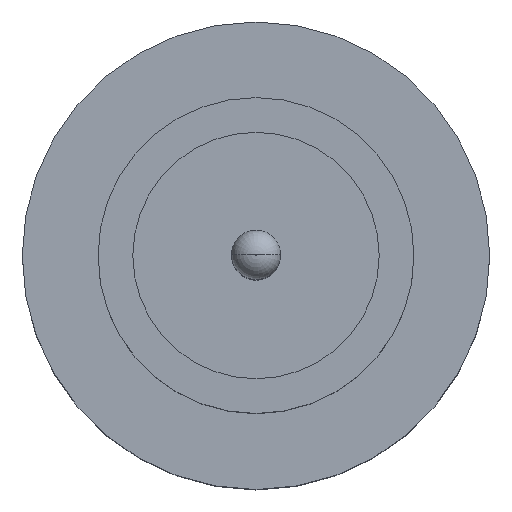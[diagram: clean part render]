
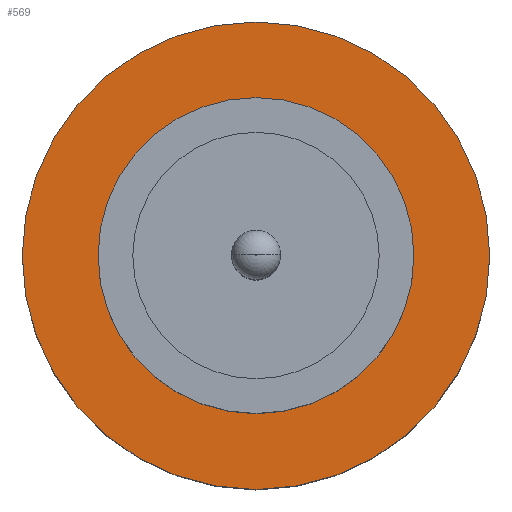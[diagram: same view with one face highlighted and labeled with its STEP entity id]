
A CAD part, top view. The second image highlights one B-rep face of the part: STEP entity #569.
In plain terms, the highlighted planar face has unit normal (0, 0, 1).
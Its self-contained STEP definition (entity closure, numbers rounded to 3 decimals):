
#48 = DIRECTION ( 'NONE',  ( 0., 0., 1. ) ) ;
#78 = DIRECTION ( 'NONE',  ( 0., 0., 1. ) ) ;
#83 = CARTESIAN_POINT ( 'NONE',  ( 0., 0., 1.55 ) ) ;
#138 = EDGE_CURVE ( 'NONE', #826, #887, #822, .T. ) ;
#145 = DIRECTION ( 'NONE',  ( 1., 0., 0. ) ) ;
#151 = VERTEX_POINT ( 'NONE', #440 ) ;
#152 = ORIENTED_EDGE ( 'NONE', *, *, #754, .F. ) ;
#157 = DIRECTION ( 'NONE',  ( 1., 0., 0. ) ) ;
#161 = DIRECTION ( 'NONE',  ( 0., 0., 1. ) ) ;
#163 = AXIS2_PLACEMENT_3D ( 'NONE', #604, #48, #532 ) ;
#186 = CARTESIAN_POINT ( 'NONE',  ( 0., 0., 1.55 ) ) ;
#202 = ORIENTED_EDGE ( 'NONE', *, *, #138, .T. ) ;
#216 = CARTESIAN_POINT ( 'NONE',  ( 0., 0., 1.55 ) ) ;
#277 = FACE_OUTER_BOUND ( 'NONE', #280, .T. ) ;
#280 = EDGE_LOOP ( 'NONE', ( #202, #873 ) ) ;
#344 = AXIS2_PLACEMENT_3D ( 'NONE', #216, #438, #850 ) ;
#368 = CIRCLE ( 'NONE', #383, 1.25 ) ;
#373 = EDGE_LOOP ( 'NONE', ( #152, #667 ) ) ;
#383 = AXIS2_PLACEMENT_3D ( 'NONE', #186, #808, #470 ) ;
#433 = FACE_BOUND ( 'NONE', #373, .T. ) ;
#435 = CARTESIAN_POINT ( 'NONE',  ( 0., 0., 1.55 ) ) ;
#438 = DIRECTION ( 'NONE',  ( 0., 0., 1. ) ) ;
#440 = CARTESIAN_POINT ( 'NONE',  ( 1.25, 0., 1.55 ) ) ;
#466 = CARTESIAN_POINT ( 'NONE',  ( -1.25, 0., 1.55 ) ) ;
#470 = DIRECTION ( 'NONE',  ( 1., 0., 0. ) ) ;
#514 = AXIS2_PLACEMENT_3D ( 'NONE', #435, #78, #145 ) ;
#532 = DIRECTION ( 'NONE',  ( 1., 0., 0. ) ) ;
#569 = ADVANCED_FACE ( 'NONE', ( #433, #277 ), #840, .T. ) ;
#591 = EDGE_CURVE ( 'NONE', #869, #151, #674, .T. ) ;
#604 = CARTESIAN_POINT ( 'NONE',  ( 0., 0., 1.55 ) ) ;
#667 = ORIENTED_EDGE ( 'NONE', *, *, #591, .F. ) ;
#674 = CIRCLE ( 'NONE', #514, 1.25 ) ;
#713 = AXIS2_PLACEMENT_3D ( 'NONE', #83, #161, #157 ) ;
#745 = EDGE_CURVE ( 'NONE', #887, #826, #800, .T. ) ;
#754 = EDGE_CURVE ( 'NONE', #151, #869, #368, .T. ) ;
#783 = CARTESIAN_POINT ( 'NONE',  ( -1.85, 0., 1.55 ) ) ;
#800 = CIRCLE ( 'NONE', #163, 1.85 ) ;
#805 = CARTESIAN_POINT ( 'NONE',  ( 1.85, 0., 1.55 ) ) ;
#808 = DIRECTION ( 'NONE',  ( 0., 0., 1. ) ) ;
#822 = CIRCLE ( 'NONE', #713, 1.85 ) ;
#826 = VERTEX_POINT ( 'NONE', #783 ) ;
#840 = PLANE ( 'NONE',  #344 ) ;
#850 = DIRECTION ( 'NONE',  ( 1., 0., 0. ) ) ;
#869 = VERTEX_POINT ( 'NONE', #466 ) ;
#873 = ORIENTED_EDGE ( 'NONE', *, *, #745, .T. ) ;
#887 = VERTEX_POINT ( 'NONE', #805 ) ;
